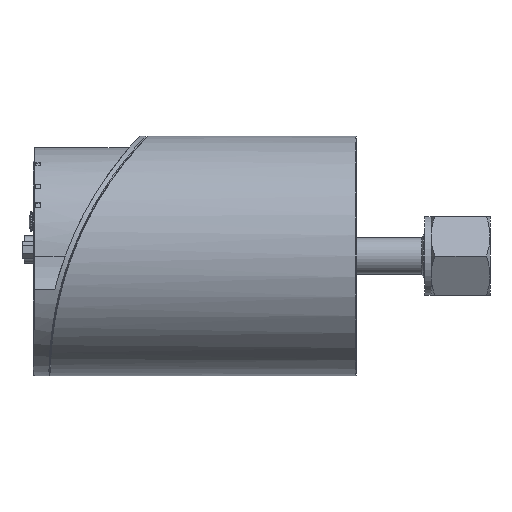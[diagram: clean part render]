
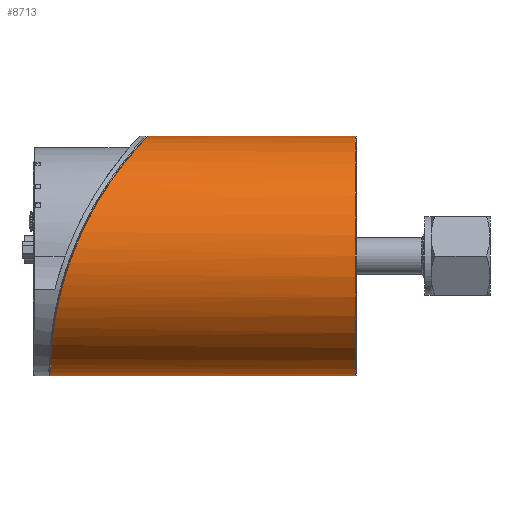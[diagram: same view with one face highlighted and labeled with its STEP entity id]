
A CAD part, left-side view. The second image highlights one B-rep face of the part: STEP entity #8713.
In plain terms, the highlighted cylindrical face has radius 41 mm (diameter 82 mm), a full revolution.
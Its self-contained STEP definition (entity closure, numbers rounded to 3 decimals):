
#139=FACE_BOUND('',#1583,.T.);
#328=CYLINDRICAL_SURFACE('',#9416,41.);
#1022=FACE_OUTER_BOUND('',#1582,.T.);
#1582=EDGE_LOOP('',(#6642));
#1583=EDGE_LOOP('',(#6643));
#2096=CIRCLE('',#9415,41.);
#3610=B_SPLINE_CURVE_WITH_KNOTS('',3,(#14993,#14994,#14995,#14996,#14997,
#14998,#14999,#15000,#15001,#15002,#15003,#15004,#15005,#15006,#15007,#15008,
#15009,#15010,#15011,#15012,#15013,#15014,#15015,#15016,#15017,#15018,#15019,
#15020,#15021,#15022,#15023,#15024,#15025,#15026),.UNSPECIFIED.,.T.,.F.,
(4,1,1,1,1,1,1,1,1,1,1,1,1,1,1,1,1,1,1,1,1,1,1,1,1,1,1,1,1,1,1,4),(-26.603,
-26.128,-25.653,-25.178,-24.703,
-23.753,-22.803,-22.169,-21.536,
-20.269,-19.636,-19.002,-17.735,
-16.469,-15.202,-13.935,-12.668,
-11.401,-10.135,-8.868,-7.601,
-6.967,-6.334,-5.067,-4.434,
-3.8,-2.85,-1.9,-1.425,
-0.95,-0.475,0.),
 .UNSPECIFIED.);
#3987=VERTEX_POINT('',#14989);
#3988=VERTEX_POINT('',#14992);
#4956=EDGE_CURVE('',#3987,#3987,#2096,.T.);
#4957=EDGE_CURVE('',#3988,#3988,#3610,.T.);
#6642=ORIENTED_EDGE('',*,*,#4957,.F.);
#6643=ORIENTED_EDGE('',*,*,#4956,.F.);
#8713=ADVANCED_FACE('',(#1022,#139),#328,.T.);
#9415=AXIS2_PLACEMENT_3D('',#14990,#10953,#10954);
#9416=AXIS2_PLACEMENT_3D('',#14991,#10955,#10956);
#10953=DIRECTION('center_axis',(0.,-1.,0.));
#10954=DIRECTION('ref_axis',(-1.,0.,0.));
#10955=DIRECTION('center_axis',(0.,-1.,0.));
#10956=DIRECTION('ref_axis',(-1.,0.,0.));
#14989=CARTESIAN_POINT('',(41.,-68.6,0.));
#14990=CARTESIAN_POINT('Origin',(0.,-68.6,
0.));
#14991=CARTESIAN_POINT('Origin',(0.,40.8,
0.));
#14992=CARTESIAN_POINT('',(0.,2.167,41.));
#14993=CARTESIAN_POINT('Ctrl Pts',(0.,2.167,
41.));
#14994=CARTESIAN_POINT('Ctrl Pts',(1.056,2.167,41.));
#14995=CARTESIAN_POINT('Ctrl Pts',(3.187,2.247,40.918));
#14996=CARTESIAN_POINT('Ctrl Pts',(6.597,2.632,40.522));
#14997=CARTESIAN_POINT('Ctrl Pts',(10.654,3.442,39.679));
#14998=CARTESIAN_POINT('Ctrl Pts',(16.678,5.294,37.695));
#14999=CARTESIAN_POINT('Ctrl Pts',(23.855,8.718,33.825));
#15000=CARTESIAN_POINT('Ctrl Pts',(30.337,13.255,27.976));
#15001=CARTESIAN_POINT('Ctrl Pts',(34.786,17.282,22.001));
#15002=CARTESIAN_POINT('Ctrl Pts',(38.589,21.583,14.817));
#15003=CARTESIAN_POINT('Ctrl Pts',(40.685,25.327,7.252));
#15004=CARTESIAN_POINT('Ctrl Pts',(41.144,28.484,-0.697));
#15005=CARTESIAN_POINT('Ctrl Pts',(40.4,31.22,-8.866));
#15006=CARTESIAN_POINT('Ctrl Pts',(37.12,33.67,-18.921));
#15007=CARTESIAN_POINT('Ctrl Pts',(29.505,35.13,-29.441));
#15008=CARTESIAN_POINT('Ctrl Pts',(18.939,35.573,-37.133));
#15009=CARTESIAN_POINT('Ctrl Pts',(6.527,35.598,-41.167));
#15010=CARTESIAN_POINT('Ctrl Pts',(-6.528,35.598,-41.167));
#15011=CARTESIAN_POINT('Ctrl Pts',(-18.938,35.573,-37.133));
#15012=CARTESIAN_POINT('Ctrl Pts',(-29.507,35.13,-29.44));
#15013=CARTESIAN_POINT('Ctrl Pts',(-37.118,33.67,-18.923));
#15014=CARTESIAN_POINT('Ctrl Pts',(-40.401,31.221,-8.866));
#15015=CARTESIAN_POINT('Ctrl Pts',(-41.144,28.484,-0.697));
#15016=CARTESIAN_POINT('Ctrl Pts',(-40.685,25.327,7.252));
#15017=CARTESIAN_POINT('Ctrl Pts',(-38.588,21.583,14.817));
#15018=CARTESIAN_POINT('Ctrl Pts',(-34.786,17.282,22.001));
#15019=CARTESIAN_POINT('Ctrl Pts',(-30.337,13.255,27.976));
#15020=CARTESIAN_POINT('Ctrl Pts',(-23.855,8.718,33.825));
#15021=CARTESIAN_POINT('Ctrl Pts',(-16.678,5.294,37.695));
#15022=CARTESIAN_POINT('Ctrl Pts',(-10.654,3.442,39.679));
#15023=CARTESIAN_POINT('Ctrl Pts',(-6.597,2.632,40.522));
#15024=CARTESIAN_POINT('Ctrl Pts',(-3.187,2.247,40.918));
#15025=CARTESIAN_POINT('Ctrl Pts',(-1.056,2.167,41.));
#15026=CARTESIAN_POINT('Ctrl Pts',(0.,2.167,
41.));
